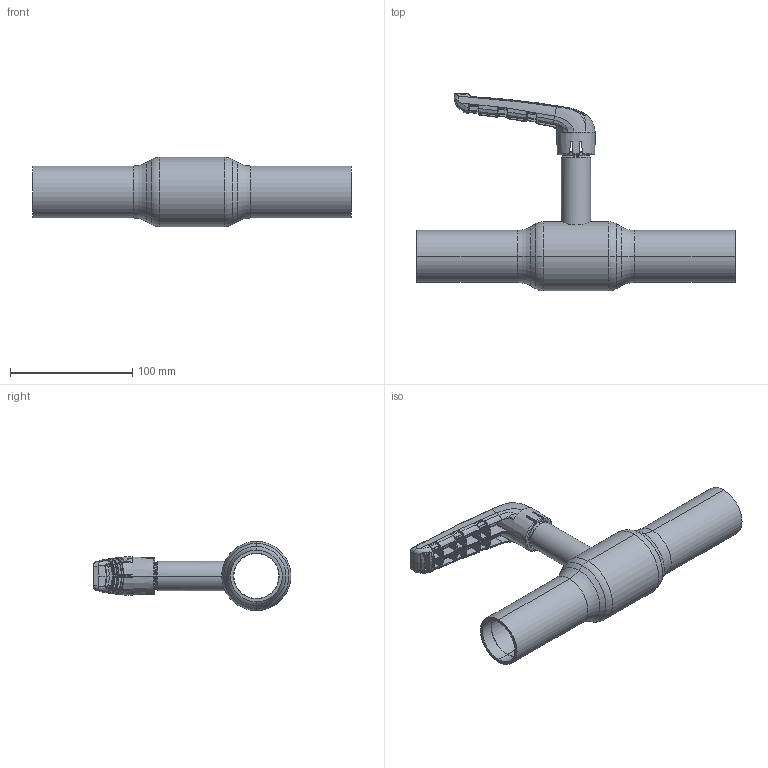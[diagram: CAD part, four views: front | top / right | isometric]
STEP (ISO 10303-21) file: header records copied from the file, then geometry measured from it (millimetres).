
FILE_DESCRIPTION (( 'STEP AP214' ), '1' );
FILE_NAME ('1032003001-2101.STEP', '2023-09-12T09:26:49', ( '' ), ( '' ), 'SwSTEP 2.0', 'SolidWorks 2021', '' );
FILE_SCHEMA (( 'AUTOMOTIVE_DESIGN' ));
Length unit declared in the file: millimetre
Products named in the file (1): 1032003001-2101
Bounding box: 260 x 161.71 x 56.5 mm (x, y, z)
Surface area: 79147.4 mm2 (no closed solid volume)
Topology: 0 solids, 5 shells, 639 faces, 2140 edges, 1396 vertices
Faces by surface type: bspline 517, plane 49, cylinder 31, cone 21, torus 17, sphere 4
Entity records: 52081 total; most frequent: CARTESIAN_POINT 31698, ORIENTED_EDGE 3406, EDGE_CURVE 2132, B_SPLINE_CURVE_WITH_KNOTS 1533, VERTEX_POINT 1394, DIRECTION 1310, EDGE_LOOP 654, UNCERTAINTY_MEASURE_WITH_UNIT 641
